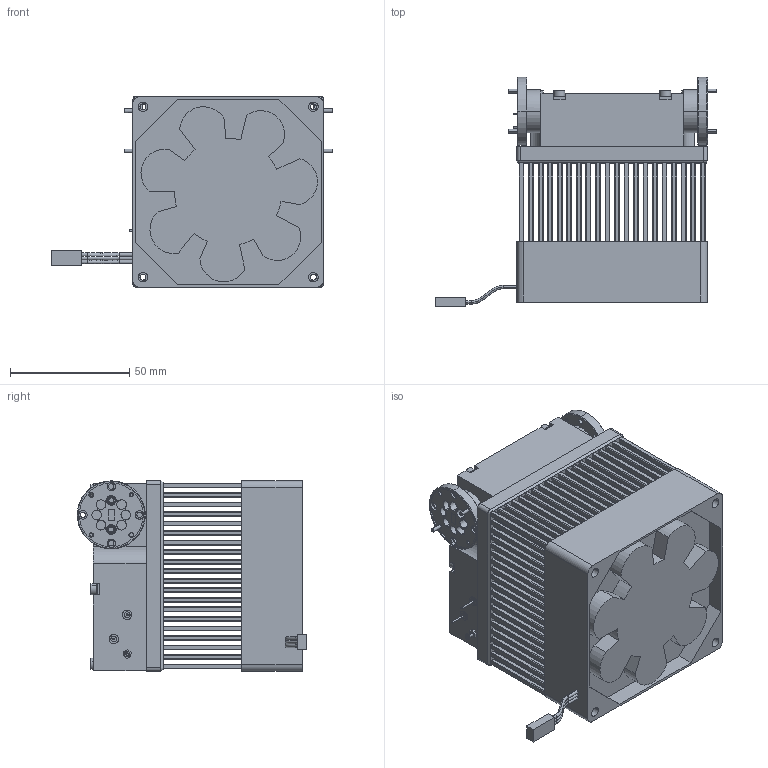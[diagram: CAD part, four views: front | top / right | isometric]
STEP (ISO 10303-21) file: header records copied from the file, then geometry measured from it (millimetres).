
FILE_DESCRIPTION (( 'STEP AP203' ), '1' );
FILE_NAME ('SBP-3735233436-1919-H1-HR.STEP', '2025-10-03T20:09:40', ( '' ), ( '' ), 'SwSTEP 2.0', 'SolidWorks 2021', '' );
FILE_SCHEMA (( 'CONFIG_CONTROL_DESIGN' ));
Length unit declared in the file: inch
Products named in the file (1): SBP-3735233436-1919-H1-HR
Bounding box: 118.15 x 96.32 x 80 mm (x, y, z)
Volume: 361799.2 mm3; surface area: 150130.4 mm2
Topology: 1 solids, 35 shells, 4423 faces, 12711 edges, 8336 vertices
Faces by surface type: cylinder 2066, plane 2033, cone 272, bspline 52
Entity records: 165360 total; most frequent: CARTESIAN_POINT 45661, ORIENTED_EDGE 25310, DIRECTION 25071, EDGE_CURVE 12655, AXIS2_PLACEMENT_3D 8684, VERTEX_POINT 8336, VECTOR 7703, LINE 7703
